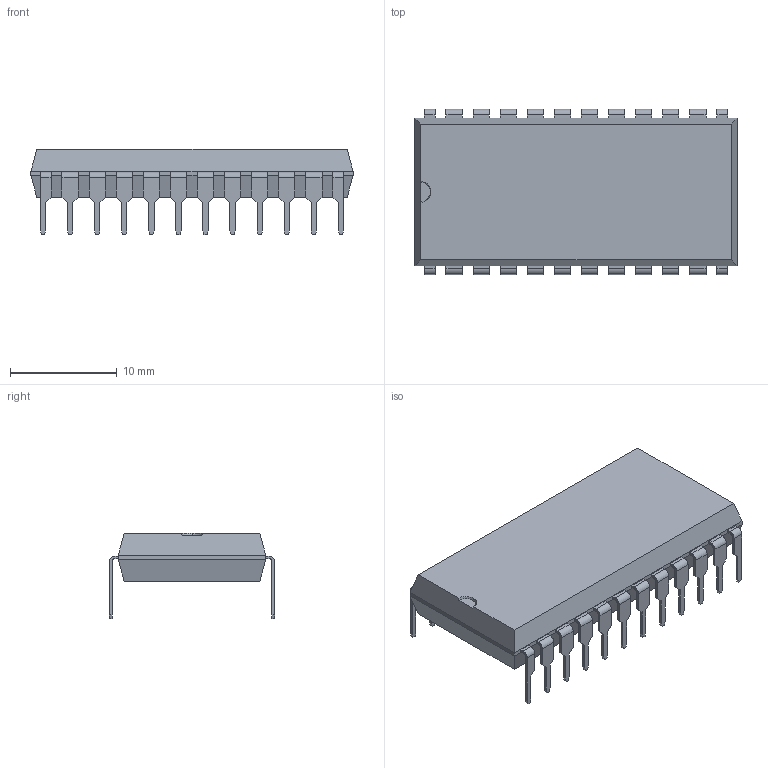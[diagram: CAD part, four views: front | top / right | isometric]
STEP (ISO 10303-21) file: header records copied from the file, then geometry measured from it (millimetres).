
FILE_DESCRIPTION (( 'STEP AP214' ), '1' );
FILE_NAME ('User Library-DIP-24P-M02.STEP', '2019-12-01T11:04:25', ( '' ), ( '' ), 'SwSTEP 2.0', 'SolidWorks 2019', '' );
FILE_SCHEMA (( 'AUTOMOTIVE_DESIGN' ));
Length unit declared in the file: millimetre
Products named in the file (1): User Library-DIP-24P-M02
Bounding box: 30.2 x 15.49 x 8 mm (x, y, z)
Volume: 1815.8 mm3; surface area: 1496.4 mm2
Topology: 1 solids, 1 shells, 369 faces, 1021 edges, 678 vertices
Faces by surface type: plane 319, cylinder 48, cone 2
Entity records: 11840 total; most frequent: CARTESIAN_POINT 2081, ORIENTED_EDGE 2042, DIRECTION 1859, EDGE_CURVE 1021, LINE 919, VECTOR 919, VERTEX_POINT 678, AXIS2_PLACEMENT_3D 470
